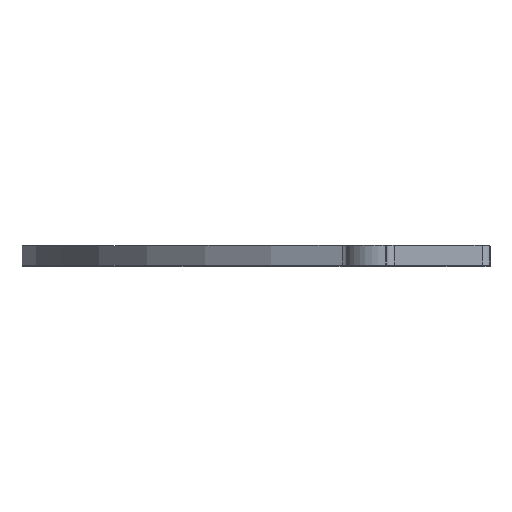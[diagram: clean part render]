
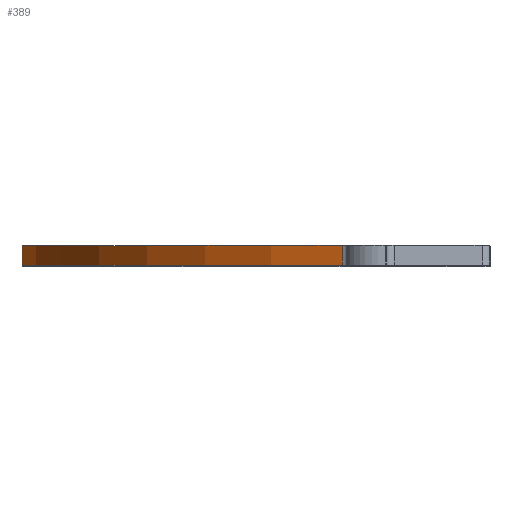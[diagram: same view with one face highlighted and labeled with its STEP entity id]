
A CAD part, top view. The second image highlights one B-rep face of the part: STEP entity #389.
In plain terms, the highlighted cylindrical face has radius 74.93 mm (diameter 149.86 mm), a partial arc.
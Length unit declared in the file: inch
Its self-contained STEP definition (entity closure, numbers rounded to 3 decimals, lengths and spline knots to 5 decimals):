
#15 = CARTESIAN_POINT ( 'NONE',  ( -1.81296, 0.0625, -2.32716 ) ) ;
#38 = FACE_OUTER_BOUND ( 'NONE', #870, .T. ) ;
#101 = LINE ( 'NONE', #878, #140 ) ;
#122 = CARTESIAN_POINT ( 'NONE',  ( -1.81296, 0.0625, -2.32716 ) ) ;
#140 = VECTOR ( 'NONE', #149, 39.37008 ) ;
#149 = DIRECTION ( 'NONE',  ( 0., 1., 0. ) ) ;
#162 = EDGE_CURVE ( 'NONE', #683, #254, #214, .T. ) ;
#214 = CIRCLE ( 'NONE', #779, 2.95 ) ;
#234 = ORIENTED_EDGE ( 'NONE', *, *, #609, .T. ) ;
#236 = VERTEX_POINT ( 'NONE', #699 ) ;
#254 = VERTEX_POINT ( 'NONE', #710 ) ;
#261 = CYLINDRICAL_SURFACE ( 'NONE', #357, 2.95 ) ;
#277 = DIRECTION ( 'NONE',  ( 0., -1., 0. ) ) ;
#286 = LINE ( 'NONE', #15, #340 ) ;
#289 = CARTESIAN_POINT ( 'NONE',  ( 0., 0.0625, 0. ) ) ;
#340 = VECTOR ( 'NONE', #363, 39.37008 ) ;
#357 = AXIS2_PLACEMENT_3D ( 'NONE', #289, #277, #830 ) ;
#363 = DIRECTION ( 'NONE',  ( 0., -1., 0. ) ) ;
#382 = DIRECTION ( 'NONE',  ( 0., 0., 1. ) ) ;
#389 = ADVANCED_FACE ( 'NONE', ( #38 ), #261, .T. ) ;
#418 = EDGE_CURVE ( 'NONE', #529, #236, #748, .T. ) ;
#481 = AXIS2_PLACEMENT_3D ( 'NONE', #917, #936, #382 ) ;
#529 = VERTEX_POINT ( 'NONE', #122 ) ;
#553 = ORIENTED_EDGE ( 'NONE', *, *, #162, .T. ) ;
#597 = EDGE_CURVE ( 'NONE', #529, #683, #286, .T. ) ;
#609 = EDGE_CURVE ( 'NONE', #254, #236, #101, .T. ) ;
#662 = ORIENTED_EDGE ( 'NONE', *, *, #418, .F. ) ;
#683 = VERTEX_POINT ( 'NONE', #809 ) ;
#696 = ORIENTED_EDGE ( 'NONE', *, *, #597, .T. ) ;
#699 = CARTESIAN_POINT ( 'NONE',  ( -0.92871, 0.0625, 2.8 ) ) ;
#710 = CARTESIAN_POINT ( 'NONE',  ( -0.92871, -0.0625, 2.8 ) ) ;
#745 = DIRECTION ( 'NONE',  ( 0., 0., 1. ) ) ;
#746 = DIRECTION ( 'NONE',  ( 0., 1., 0. ) ) ;
#747 = CARTESIAN_POINT ( 'NONE',  ( 0., -0.0625, 0. ) ) ;
#748 = CIRCLE ( 'NONE', #481, 2.95 ) ;
#779 = AXIS2_PLACEMENT_3D ( 'NONE', #747, #746, #745 ) ;
#809 = CARTESIAN_POINT ( 'NONE',  ( -1.81296, -0.0625, -2.32716 ) ) ;
#830 = DIRECTION ( 'NONE',  ( 0., 0., -1. ) ) ;
#870 = EDGE_LOOP ( 'NONE', ( #662, #696, #553, #234 ) ) ;
#878 = CARTESIAN_POINT ( 'NONE',  ( -0.92871, -1.92961, 2.8 ) ) ;
#917 = CARTESIAN_POINT ( 'NONE',  ( 0., 0.0625, 0. ) ) ;
#936 = DIRECTION ( 'NONE',  ( 0., 1., 0. ) ) ;
